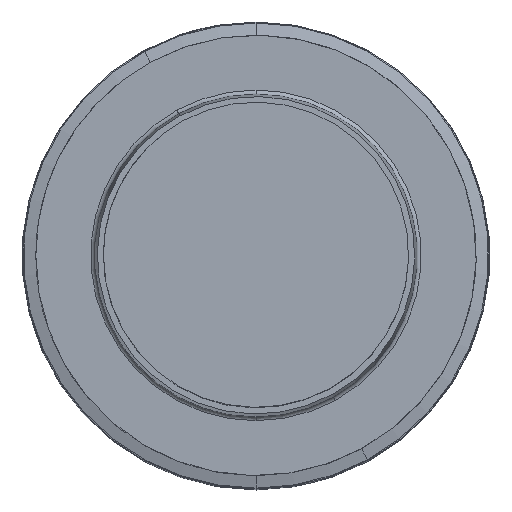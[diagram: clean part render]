
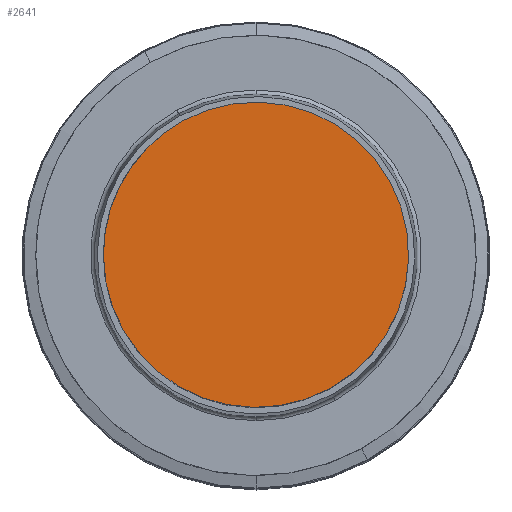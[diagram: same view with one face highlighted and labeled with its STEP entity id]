
A CAD part, top view. The second image highlights one B-rep face of the part: STEP entity #2641.
In plain terms, the highlighted planar face has unit normal (0, 0, 1).
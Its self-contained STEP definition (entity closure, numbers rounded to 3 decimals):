
#1335=CARTESIAN_POINT('',(0.,0.,31.756));
#1336=DIRECTION('',(0.,0.,1.));
#1337=DIRECTION('',(0.479,-0.878,0.));
#1338=AXIS2_PLACEMENT_3D('',#1335,#1336,#1337);
#1343=CARTESIAN_POINT('',(0.,0.,31.756));
#1344=DIRECTION('',(0.,0.,1.));
#1345=DIRECTION('',(-1.,0.,0.));
#1346=AXIS2_PLACEMENT_3D('',#1343,#1344,#1345);
#1351=CARTESIAN_POINT('',(0.,0.,31.756));
#1352=DIRECTION('',(0.,0.,1.));
#1353=DIRECTION('',(-0.479,0.878,0.));
#1354=AXIS2_PLACEMENT_3D('',#1351,#1352,#1353);
#1359=CARTESIAN_POINT('',(2.517,-4.607,31.756));
#1361=VERTEX_POINT('',#1359);
#1363=CARTESIAN_POINT('',(-2.517,4.607,31.756));
#1364=CARTESIAN_POINT('',(-5.25,0.,31.756));
#1365=VERTEX_POINT('',#1363);
#1366=VERTEX_POINT('',#1364);
#2631=CARTESIAN_POINT('',(0.,5.25,31.756));
#2632=DIRECTION('',(0.,0.,1.));
#2633=DIRECTION('',(1.,0.,0.));
#2634=AXIS2_PLACEMENT_3D('',#2631,#2632,#2633);
#2635=PLANE('',#2634);
#2636=ORIENTED_EDGE('',*,*,#1556,.F.);
#2637=ORIENTED_EDGE('',*,*,#1542,.F.);
#2638=ORIENTED_EDGE('',*,*,#1540,.F.);
#2639=EDGE_LOOP('',(#2636,#2637,#2638));
#2640=FACE_OUTER_BOUND('',#2639,.F.);
#1339=CIRCLE('',#1338,5.25);
#1347=CIRCLE('',#1346,5.25);
#1355=CIRCLE('',#1354,5.25);
#1540=EDGE_CURVE('',#1365,#1366,#1355,.T.);
#1542=EDGE_CURVE('',#1366,#1361,#1347,.T.);
#1556=EDGE_CURVE('',#1361,#1365,#1339,.T.);
#2641=ADVANCED_FACE('',(#2640),#2635,.T.);
